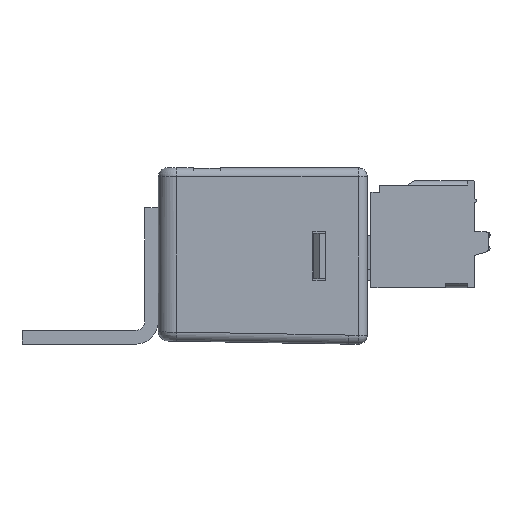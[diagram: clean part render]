
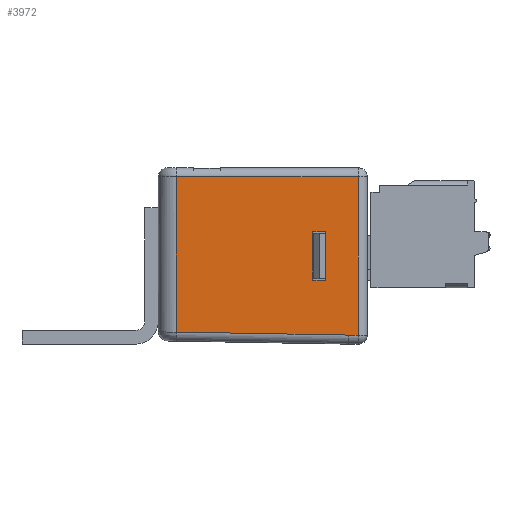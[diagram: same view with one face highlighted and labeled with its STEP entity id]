
A CAD part, left-side view. The second image highlights one B-rep face of the part: STEP entity #3972.
In plain terms, the highlighted planar face has unit normal (-1, 0, 0).
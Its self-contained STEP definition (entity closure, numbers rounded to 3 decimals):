
#3972=ADVANCED_FACE('',(#7603,#7604),#5698,.F.);
#5698=PLANE('',#35978);
#7603=FACE_BOUND('',#8495,.T.);
#7604=FACE_BOUND('',#8496,.T.);
#8495=EDGE_LOOP('',(#13734,#13735,#13736,#13737));
#8496=EDGE_LOOP('',(#13738,#13739,#13740,#13741,#13742));
#13734=ORIENTED_EDGE('',*,*,#24727,.F.);
#13735=ORIENTED_EDGE('',*,*,#24699,.F.);
#13736=ORIENTED_EDGE('',*,*,#24702,.F.);
#13737=ORIENTED_EDGE('',*,*,#24705,.T.);
#13738=ORIENTED_EDGE('',*,*,#24683,.T.);
#13739=ORIENTED_EDGE('',*,*,#24717,.T.);
#13740=ORIENTED_EDGE('',*,*,#24151,.T.);
#13741=ORIENTED_EDGE('',*,*,#24192,.T.);
#13742=ORIENTED_EDGE('',*,*,#24728,.T.);
#20498=VERTEX_POINT('',#52009);
#20507=VERTEX_POINT('',#52036);
#20513=VERTEX_POINT('',#52056);
#20833=VERTEX_POINT('',#53524);
#20837=VERTEX_POINT('',#53547);
#20847=VERTEX_POINT('',#53587);
#20850=VERTEX_POINT('',#53592);
#20852=VERTEX_POINT('',#53598);
#20854=VERTEX_POINT('',#53604);
#24151=EDGE_CURVE('',#20507,#20498,#28807,.T.);
#24192=EDGE_CURVE('',#20498,#20513,#28840,.T.);
#24683=EDGE_CURVE('',#20833,#20837,#29230,.T.);
#24699=EDGE_CURVE('',#20850,#20847,#29244,.T.);
#24702=EDGE_CURVE('',#20852,#20850,#29247,.T.);
#24705=EDGE_CURVE('',#20852,#20854,#29250,.T.);
#24717=EDGE_CURVE('',#20837,#20507,#29262,.T.);
#24727=EDGE_CURVE('',#20847,#20854,#29272,.T.);
#24728=EDGE_CURVE('',#20513,#20833,#29273,.T.);
#28807=LINE('',#52035,#32549);
#28840=LINE('',#52117,#32582);
#29230=LINE('',#53548,#32996);
#29244=LINE('',#53593,#33010);
#29247=LINE('',#53599,#33013);
#29250=LINE('',#53605,#33016);
#29262=LINE('',#53627,#33028);
#29272=LINE('',#53645,#33038);
#29273=LINE('',#53647,#33039);
#32549=VECTOR('',#40494,1.);
#32582=VECTOR('',#40571,1.);
#32996=VECTOR('',#41431,1.);
#33010=VECTOR('',#41457,1.);
#33013=VECTOR('',#41462,1.);
#33016=VECTOR('',#41467,1.);
#33028=VECTOR('',#41487,1.);
#33038=VECTOR('',#41501,1.);
#33039=VECTOR('',#41504,1.);
#35978=AXIS2_PLACEMENT_3D('',#53648,#41505,#41506);
#40494=DIRECTION('',(0.,-1.,0.));
#40571=DIRECTION('',(0.,0.,1.));
#41431=DIRECTION('',(0.,0.,-1.));
#41457=DIRECTION('',(0.,-1.,0.));
#41462=DIRECTION('',(0.,0.,-1.));
#41467=DIRECTION('',(0.,-1.,0.));
#41487=DIRECTION('',(0.,-1.,-0.017));
#41501=DIRECTION('',(0.,0.,1.));
#41504=DIRECTION('',(0.,1.,0.));
#41505=DIRECTION('',(1.,0.,0.));
#41506=DIRECTION('',(0.,0.,1.));
#52009=CARTESIAN_POINT('',(-402.34,-98.987,1.));
#52035=CARTESIAN_POINT('',(-402.34,-77.987,1.));
#52036=CARTESIAN_POINT('',(-402.34,-97.887,1.));
#52056=CARTESIAN_POINT('',(-402.34,-98.987,18.4));
#52117=CARTESIAN_POINT('',(-402.34,-98.987,19.4));
#53524=CARTESIAN_POINT('',(-402.34,-78.987,18.4));
#53547=CARTESIAN_POINT('',(-402.34,-78.987,1.33));
#53548=CARTESIAN_POINT('',(-402.34,-78.987,19.4));
#53587=CARTESIAN_POINT('',(-402.34,-95.387,7.056));
#53592=CARTESIAN_POINT('',(-402.34,-93.987,7.056));
#53593=CARTESIAN_POINT('',(-402.34,-93.687,7.056));
#53598=CARTESIAN_POINT('',(-402.34,-93.987,12.356));
#53599=CARTESIAN_POINT('',(-402.34,-93.987,9.706));
#53604=CARTESIAN_POINT('',(-402.34,-95.387,12.356));
#53605=CARTESIAN_POINT('',(-402.34,-77.987,12.356));
#53627=CARTESIAN_POINT('',(-402.34,-77.672,1.353));
#53645=CARTESIAN_POINT('',(-402.34,-95.387,12.54));
#53647=CARTESIAN_POINT('',(-402.34,-78.987,18.4));
#53648=CARTESIAN_POINT('',(-402.34,-77.987,19.4));
